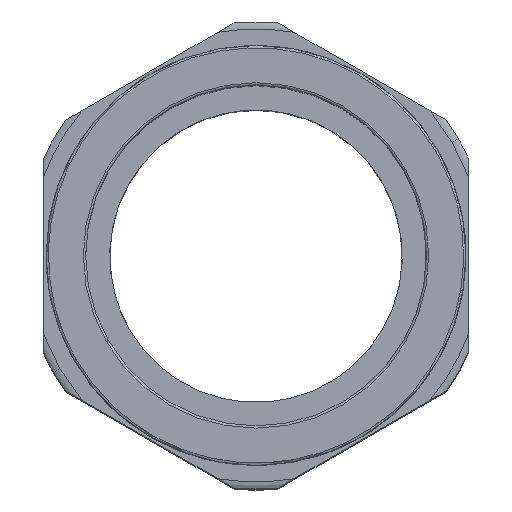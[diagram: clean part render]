
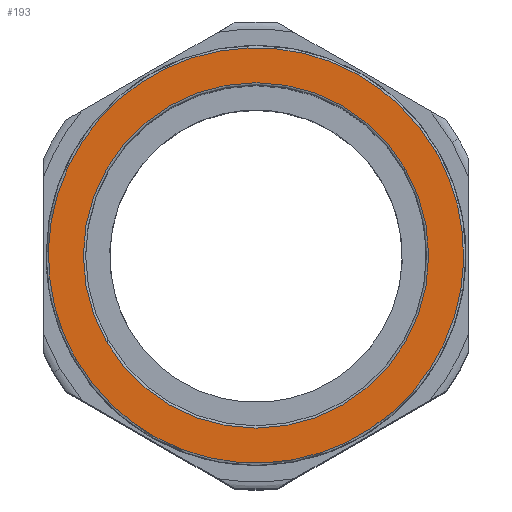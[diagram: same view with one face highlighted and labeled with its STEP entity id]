
A CAD part, top view. The second image highlights one B-rep face of the part: STEP entity #193.
In plain terms, the highlighted planar face has unit normal (0, 0, 1).
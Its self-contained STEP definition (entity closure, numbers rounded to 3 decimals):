
#54=AXIS2_PLACEMENT_3D('Circle Axis2P3D',#52,#53,$) ;
#114=AXIS2_PLACEMENT_3D('Circle Axis2P3D',#112,#113,$) ;
#127=AXIS2_PLACEMENT_3D('Plane Axis2P3D',#124,#125,#126) ;
#49=CARTESIAN_POINT('Vertex',(76.697,67.8,150.)) ;
#52=CARTESIAN_POINT('Axis2P3D Location',(45.,49.5,150.)) ;
#56=CARTESIAN_POINT('Vertex',(13.303,31.2,150.)) ;
#112=CARTESIAN_POINT('Axis2P3D Location',(45.,49.5,150.)) ;
#124=CARTESIAN_POINT('Axis2P3D Location',(26.95,80.764,150.)) ;
#130=CARTESIAN_POINT('Control Point',(6.895,27.5,150.)) ;
#131=CARTESIAN_POINT('Control Point',(9.007,23.842,150.)) ;
#132=CARTESIAN_POINT('Control Point',(11.558,20.437,150.)) ;
#133=CARTESIAN_POINT('Control Point',(14.508,17.355,150.)) ;
#134=CARTESIAN_POINT('Control Point',(21.09,11.961,150.)) ;
#135=CARTESIAN_POINT('Control Point',(28.761,8.277,150.)) ;
#136=CARTESIAN_POINT('Control Point',(32.8,6.907,150.)) ;
#137=CARTESIAN_POINT('Control Point',(41.129,5.162,150.)) ;
#138=CARTESIAN_POINT('Control Point',(49.634,5.437,150.)) ;
#139=CARTESIAN_POINT('Control Point',(53.85,6.087,150.)) ;
#140=CARTESIAN_POINT('Control Point',(62.043,8.386,150.)) ;
#141=CARTESIAN_POINT('Control Point',(69.46,12.558,150.)) ;
#142=CARTESIAN_POINT('Control Point',(72.899,15.081,150.)) ;
#143=CARTESIAN_POINT('Control Point',(79.105,20.904,150.)) ;
#144=CARTESIAN_POINT('Control Point',(83.756,28.03,150.)) ;
#145=CARTESIAN_POINT('Control Point',(85.641,31.856,150.)) ;
#146=CARTESIAN_POINT('Control Point',(88.456,39.887,150.)) ;
#147=CARTESIAN_POINT('Control Point',(89.291,48.355,150.)) ;
#148=CARTESIAN_POINT('Control Point',(89.196,52.62,150.)) ;
#149=CARTESIAN_POINT('Control Point',(88.26,59.123,150.)) ;
#150=CARTESIAN_POINT('Control Point',(86.157,65.313,150.)) ;
#151=CARTESIAN_POINT('Control Point',(85.274,67.443,150.)) ;
#152=CARTESIAN_POINT('Control Point',(84.255,69.509,150.)) ;
#153=CARTESIAN_POINT('Control Point',(83.105,71.5,150.)) ;
#154=CARTESIAN_POINT('Vertex',(6.895,27.5,150.)) ;
#156=CARTESIAN_POINT('Vertex',(83.105,71.5,150.)) ;
#160=CARTESIAN_POINT('Control Point',(83.105,71.5,150.)) ;
#161=CARTESIAN_POINT('Control Point',(80.993,75.158,150.)) ;
#162=CARTESIAN_POINT('Control Point',(78.442,78.563,150.)) ;
#163=CARTESIAN_POINT('Control Point',(75.492,81.645,150.)) ;
#164=CARTESIAN_POINT('Control Point',(68.91,87.039,150.)) ;
#165=CARTESIAN_POINT('Control Point',(61.239,90.723,150.)) ;
#166=CARTESIAN_POINT('Control Point',(57.2,92.093,150.)) ;
#167=CARTESIAN_POINT('Control Point',(48.871,93.838,150.)) ;
#168=CARTESIAN_POINT('Control Point',(40.366,93.563,150.)) ;
#169=CARTESIAN_POINT('Control Point',(36.15,92.913,150.)) ;
#170=CARTESIAN_POINT('Control Point',(27.957,90.614,150.)) ;
#171=CARTESIAN_POINT('Control Point',(20.54,86.442,150.)) ;
#172=CARTESIAN_POINT('Control Point',(17.101,83.919,150.)) ;
#173=CARTESIAN_POINT('Control Point',(10.895,78.096,150.)) ;
#174=CARTESIAN_POINT('Control Point',(6.244,70.97,150.)) ;
#175=CARTESIAN_POINT('Control Point',(4.359,67.144,150.)) ;
#176=CARTESIAN_POINT('Control Point',(1.544,59.113,150.)) ;
#177=CARTESIAN_POINT('Control Point',(0.709,50.645,150.)) ;
#178=CARTESIAN_POINT('Control Point',(0.804,46.38,150.)) ;
#179=CARTESIAN_POINT('Control Point',(1.74,39.877,150.)) ;
#180=CARTESIAN_POINT('Control Point',(3.843,33.687,150.)) ;
#181=CARTESIAN_POINT('Control Point',(4.726,31.557,150.)) ;
#182=CARTESIAN_POINT('Control Point',(5.745,29.491,150.)) ;
#183=CARTESIAN_POINT('Control Point',(6.895,27.5,150.)) ;
#53=DIRECTION('Axis2P3D Direction',(0.,0.,-1.)) ;
#113=DIRECTION('Axis2P3D Direction',(0.,0.,-1.)) ;
#125=DIRECTION('Axis2P3D Direction',(0.,0.,-1.)) ;
#126=DIRECTION('Axis2P3D XDirection',(-0.866,-0.5,0.)) ;
#186=ORIENTED_EDGE('',*,*,#158,.T.) ;
#187=ORIENTED_EDGE('',*,*,#184,.T.) ;
#190=ORIENTED_EDGE('',*,*,#58,.T.) ;
#191=ORIENTED_EDGE('',*,*,#116,.T.) ;
#192=FACE_BOUND('',#189,.T.) ;
#193=ADVANCED_FACE('Verrundung3',(#188,#192),#128,.F.) ;
#129=B_SPLINE_CURVE_WITH_KNOTS('',5,(#130,#131,#132,#133,#134,#135,#136,#137,#138,#139,#140,#141,#142,#143,#144,#145,#146,#147,#148,#149,#150,#151,#152,#153),.UNSPECIFIED.,.F.,.U.,(6,3,3,3,3,3,3,6),(0.,29.871,59.743,89.614,119.486,149.357,179.229,195.485),.UNSPECIFIED.) ;
#159=B_SPLINE_CURVE_WITH_KNOTS('',5,(#160,#161,#162,#163,#164,#165,#166,#167,#168,#169,#170,#171,#172,#173,#174,#175,#176,#177,#178,#179,#180,#181,#182,#183),.UNSPECIFIED.,.F.,.U.,(6,3,3,3,3,3,3,6),(0.,29.871,59.743,89.614,119.486,149.357,179.229,195.485),.UNSPECIFIED.) ;
#55=CIRCLE('generated circle',#54,36.6) ;
#115=CIRCLE('generated circle',#114,36.6) ;
#58=EDGE_CURVE('',#57,#50,#55,.T.) ;
#116=EDGE_CURVE('',#50,#57,#115,.T.) ;
#158=EDGE_CURVE('',#155,#157,#129,.T.) ;
#184=EDGE_CURVE('',#157,#155,#159,.T.) ;
#185=EDGE_LOOP('',(#186,#187)) ;
#189=EDGE_LOOP('',(#190,#191)) ;
#188=FACE_OUTER_BOUND('',#185,.T.) ;
#128=PLANE('',#127) ;
#50=VERTEX_POINT('',#49) ;
#57=VERTEX_POINT('',#56) ;
#155=VERTEX_POINT('',#154) ;
#157=VERTEX_POINT('',#156) ;
